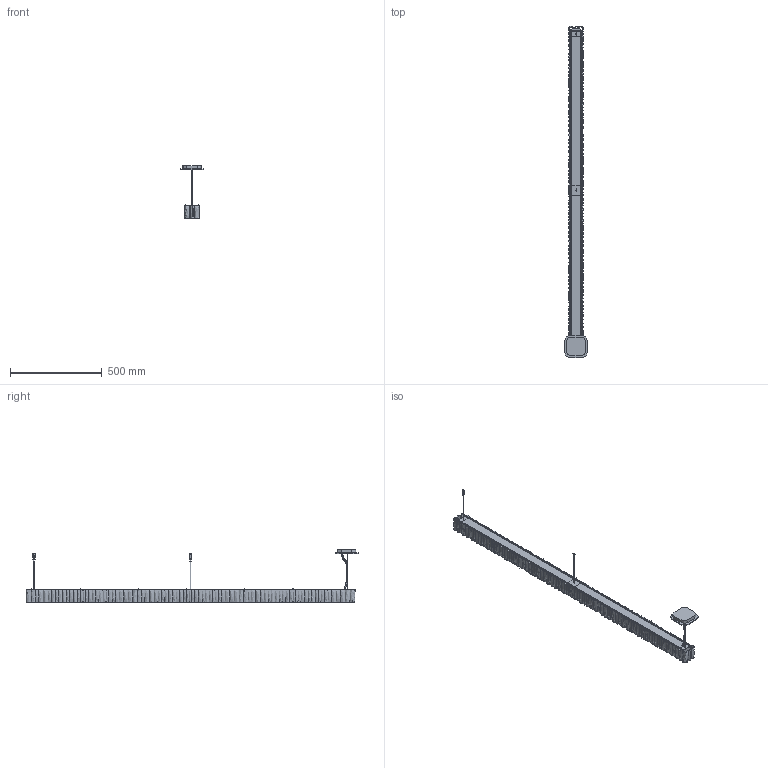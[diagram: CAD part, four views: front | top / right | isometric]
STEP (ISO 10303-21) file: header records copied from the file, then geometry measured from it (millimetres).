
FILE_DESCRIPTION(/* description */ (''),/* implementation_level */ '2;1');
FILE_NAME(/* name */ '022400_CALIPSO LINEAR 180 SUSPENSION F.0 - Rifatto',/* time_stamp */ '2019-07-23T10:55:47+02:00',/* author */ (''),/* organization */ (''),/* preprocessor_version */ 'ST-DEVELOPER v15',/* originating_system */ '',/* authorisation */ '');
FILE_SCHEMA (('AUTOMOTIVE_DESIGN'));
Products named in the file (1): Document
Bounding box: 125.05 x 1805.19 x 287.45 mm (x, y, z)
Volume: 1087319.1 mm3; surface area: 1964002.7 mm2
Topology: 14 solids, 35 shells, 3981 faces, 12725 edges, 8428 vertices
Faces by surface type: bspline 3326, plane 655
Entity records: 260261 total; most frequent: CARTESIAN_POINT 190297, ORIENTED_EDGE 25041, EDGE_CURVE 12714, VERTEX_POINT 8424, B_SPLINE_CURVE_WITH_KNOTS 6950, EDGE_LOOP 4765, ADVANCED_FACE 3971, FACE_OUTER_BOUND 3971
